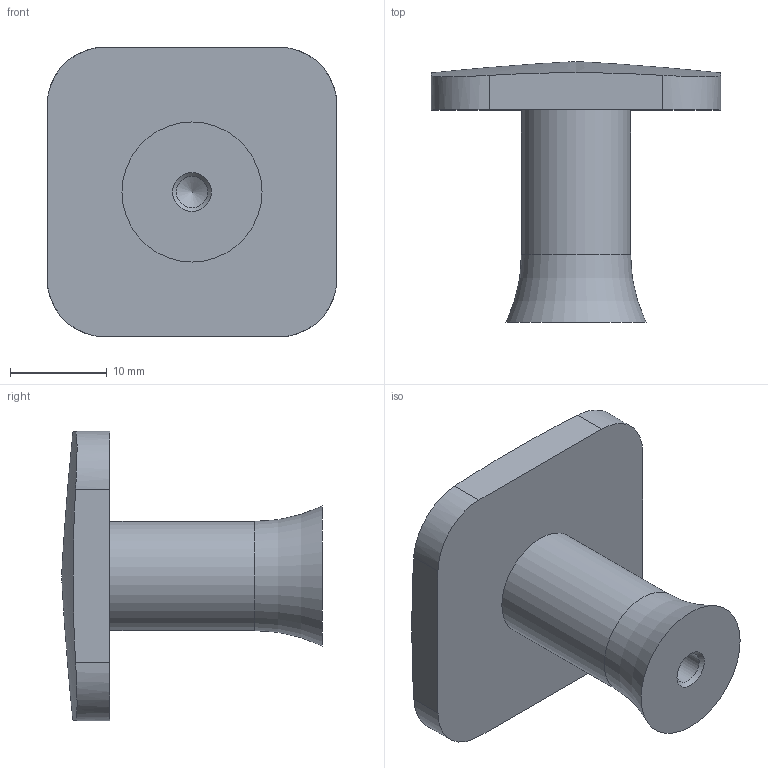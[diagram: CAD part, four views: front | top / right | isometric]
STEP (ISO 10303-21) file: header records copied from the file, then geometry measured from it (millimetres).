
FILE_DESCRIPTION(/* description */ (''),/* implementation_level */ '2;1');
FILE_NAME(/* name */ 'GZ-PIAZZA-1.stp',/* time_stamp */ '2023-08-24T15:21:27+02:00',/* author */ ('tomaszw'),/* organization */ (''),/* preprocessor_version */ 'ST-DEVELOPER v19.2',/* originating_system */ 'Autodesk Inventor 2023',/* authorisation */ '');
FILE_SCHEMA (('AUTOMOTIVE_DESIGN { 1 0 10303 214 3 1 1 }'));
Length unit declared in the file: millimetre
Products named in the file (1): GZ-PIAZZA-1
Bounding box: 30 x 27 x 30 mm (x, y, z)
Volume: 5842.6 mm3; surface area: 3171.8 mm2
Topology: 1 solids, 1 shells, 16 faces, 40 edges, 26 vertices
Faces by surface type: cylinder 6, plane 6, cone 2, bspline 1, torus 1
Full cylindrical faces by diameter (mm): 3.242 x1, 11.3 x1
Entity records: 584 total; most frequent: CARTESIAN_POINT 177, ORIENTED_EDGE 76, DIRECTION 72, EDGE_CURVE 38, AXIS2_PLACEMENT_3D 28, VERTEX_POINT 26, EDGE_LOOP 18, FACE_OUTER_BOUND 16
